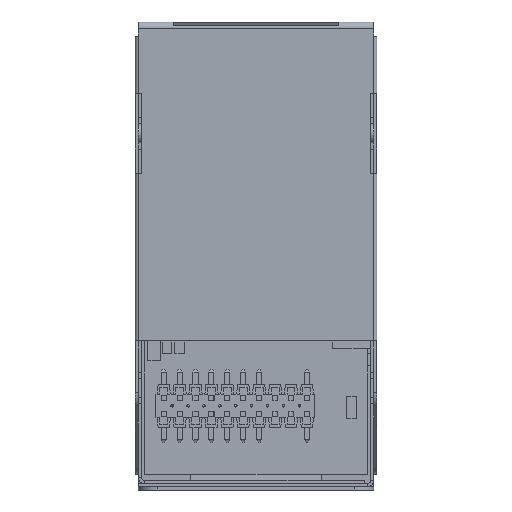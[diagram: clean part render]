
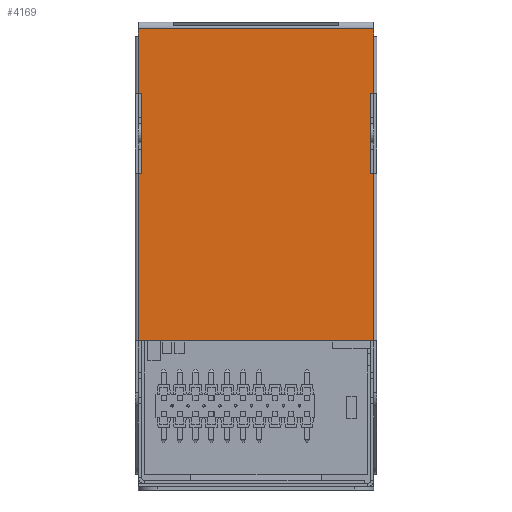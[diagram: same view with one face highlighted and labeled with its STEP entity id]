
A CAD part, front view. The second image highlights one B-rep face of the part: STEP entity #4169.
In plain terms, the highlighted planar face has unit normal (0, -1, 0).
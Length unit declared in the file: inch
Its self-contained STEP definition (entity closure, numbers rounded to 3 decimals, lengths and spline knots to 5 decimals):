
#627=DIRECTION('',(-1.,0.,0.));
#628=VECTOR('',#627,0.74);
#629=CARTESIAN_POINT('',(0.,-0.715,-0.02));
#630=LINE('',#629,#628);
#671=DIRECTION('',(-1.,0.,0.));
#672=VECTOR('',#671,0.01);
#673=CARTESIAN_POINT('',(0.,-0.715,-0.225));
#674=LINE('',#673,#672);
#675=DIRECTION('',(0.,0.,1.));
#676=VECTOR('',#675,0.25);
#677=CARTESIAN_POINT('',(-0.01,-0.715,-0.475));
#678=LINE('',#677,#676);
#679=DIRECTION('',(-1.,0.,0.));
#680=VECTOR('',#679,0.01);
#681=CARTESIAN_POINT('',(0.,-0.715,-0.475));
#682=LINE('',#681,#680);
#683=DIRECTION('',(1.,0.,0.));
#684=VECTOR('',#683,0.01);
#685=CARTESIAN_POINT('',(-0.74,-0.715,-0.475));
#686=LINE('',#685,#684);
#687=DIRECTION('',(0.,0.,-1.));
#688=VECTOR('',#687,0.25);
#689=CARTESIAN_POINT('',(-0.73,-0.715,-0.225));
#690=LINE('',#689,#688);
#691=DIRECTION('',(1.,0.,0.));
#692=VECTOR('',#691,0.01);
#693=CARTESIAN_POINT('',(-0.74,-0.715,-0.225));
#694=LINE('',#693,#692);
#708=DIRECTION('',(0.,0.,1.));
#709=VECTOR('',#708,0.18);
#710=CARTESIAN_POINT('',(0.,-0.715,-0.225));
#711=LINE('',#710,#709);
#735=DIRECTION('',(0.,0.,1.));
#736=VECTOR('',#735,0.525);
#737=CARTESIAN_POINT('',(0.,-0.715,-1.));
#738=LINE('',#737,#736);
#925=DIRECTION('',(0.,0.,-1.));
#926=VECTOR('',#925,0.025);
#927=CARTESIAN_POINT('',(0.,-0.715,-0.02));
#928=LINE('',#927,#926);
#993=DIRECTION('',(0.,0.,-1.));
#994=VECTOR('',#993,0.025);
#995=CARTESIAN_POINT('',(-0.74,-0.715,-0.02));
#996=LINE('',#995,#994);
#1014=DIRECTION('',(0.,0.,-1.));
#1015=VECTOR('',#1014,0.525);
#1016=CARTESIAN_POINT('',(-0.74,-0.715,-0.475));
#1017=LINE('',#1016,#1015);
#1041=DIRECTION('',(0.,0.,-1.));
#1042=VECTOR('',#1041,0.18);
#1043=CARTESIAN_POINT('',(-0.74,-0.715,-0.045));
#1044=LINE('',#1043,#1042);
#1136=DIRECTION('',(1.,0.,0.));
#1137=VECTOR('',#1136,0.74);
#1138=CARTESIAN_POINT('',(-0.74,-0.715,-1.));
#1139=LINE('',#1138,#1137);
#2685=CARTESIAN_POINT('',(0.,-0.715,-0.02));
#2686=CARTESIAN_POINT('',(0.,-0.715,-0.045));
#2687=VERTEX_POINT('',#2685);
#2688=VERTEX_POINT('',#2686);
#2693=CARTESIAN_POINT('',(-0.74,-0.715,-0.02));
#2694=CARTESIAN_POINT('',(-0.74,-0.715,-0.045));
#2695=VERTEX_POINT('',#2693);
#2696=VERTEX_POINT('',#2694);
#2702=CARTESIAN_POINT('',(0.,-0.715,-1.));
#2704=VERTEX_POINT('',#2702);
#2712=CARTESIAN_POINT('',(-0.74,-0.715,-1.));
#2714=VERTEX_POINT('',#2712);
#2717=CARTESIAN_POINT('',(0.,-0.715,-0.225));
#2718=CARTESIAN_POINT('',(-0.01,-0.715,-0.225));
#2719=VERTEX_POINT('',#2717);
#2720=VERTEX_POINT('',#2718);
#2721=CARTESIAN_POINT('',(0.,-0.715,-0.475));
#2722=CARTESIAN_POINT('',(-0.01,-0.715,-0.475));
#2723=VERTEX_POINT('',#2721);
#2724=VERTEX_POINT('',#2722);
#2725=CARTESIAN_POINT('',(-0.73,-0.715,-0.225));
#2726=CARTESIAN_POINT('',(-0.73,-0.715,-0.475));
#2727=VERTEX_POINT('',#2725);
#2728=VERTEX_POINT('',#2726);
#2729=CARTESIAN_POINT('',(-0.74,-0.715,-0.475));
#2730=VERTEX_POINT('',#2729);
#2731=CARTESIAN_POINT('',(-0.74,-0.715,-0.225));
#2732=VERTEX_POINT('',#2731);
#4135=CARTESIAN_POINT('',(0.,-0.715,0.));
#4136=DIRECTION('',(0.,-1.,0.));
#4137=DIRECTION('',(0.,0.,-1.));
#4138=AXIS2_PLACEMENT_3D('',#4135,#4136,#4137);
#4139=PLANE('',#4138);
#4141=ORIENTED_EDGE('',*,*,#4140,.T.);
#4143=ORIENTED_EDGE('',*,*,#4142,.F.);
#4145=ORIENTED_EDGE('',*,*,#4144,.F.);
#4147=ORIENTED_EDGE('',*,*,#4146,.F.);
#4149=ORIENTED_EDGE('',*,*,#4148,.F.);
#4151=ORIENTED_EDGE('',*,*,#4150,.F.);
#4153=ORIENTED_EDGE('',*,*,#4152,.T.);
#4155=ORIENTED_EDGE('',*,*,#4154,.F.);
#4157=ORIENTED_EDGE('',*,*,#4156,.F.);
#4159=ORIENTED_EDGE('',*,*,#4158,.F.);
#4161=ORIENTED_EDGE('',*,*,#4160,.F.);
#4162=ORIENTED_EDGE('',*,*,#4111,.F.);
#4164=ORIENTED_EDGE('',*,*,#4163,.T.);
#4166=ORIENTED_EDGE('',*,*,#4165,.F.);
#4167=EDGE_LOOP('',(#4141,#4143,#4145,#4147,#4149,#4151,#4153,#4155,#4157,#4159,
#4161,#4162,#4164,#4166));
#4168=FACE_OUTER_BOUND('',#4167,.F.);
#4111=EDGE_CURVE('',#2687,#2695,#630,.T.);
#4140=EDGE_CURVE('',#2719,#2720,#674,.T.);
#4142=EDGE_CURVE('',#2724,#2720,#678,.T.);
#4144=EDGE_CURVE('',#2723,#2724,#682,.T.);
#4146=EDGE_CURVE('',#2704,#2723,#738,.T.);
#4148=EDGE_CURVE('',#2714,#2704,#1139,.T.);
#4150=EDGE_CURVE('',#2730,#2714,#1017,.T.);
#4152=EDGE_CURVE('',#2730,#2728,#686,.T.);
#4154=EDGE_CURVE('',#2727,#2728,#690,.T.);
#4156=EDGE_CURVE('',#2732,#2727,#694,.T.);
#4158=EDGE_CURVE('',#2696,#2732,#1044,.T.);
#4160=EDGE_CURVE('',#2695,#2696,#996,.T.);
#4163=EDGE_CURVE('',#2687,#2688,#928,.T.);
#4165=EDGE_CURVE('',#2719,#2688,#711,.T.);
#4169=ADVANCED_FACE('',(#4168),#4139,.T.);
